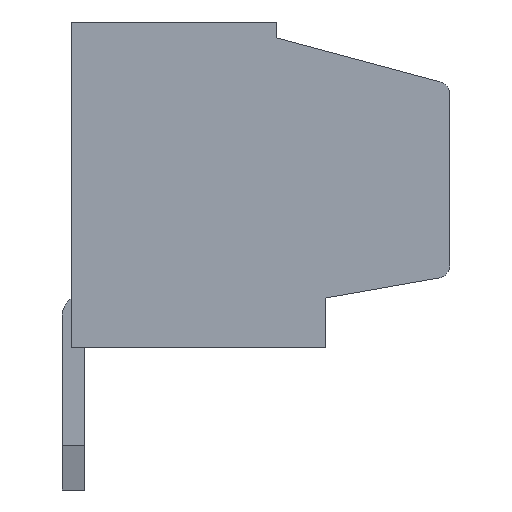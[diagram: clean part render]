
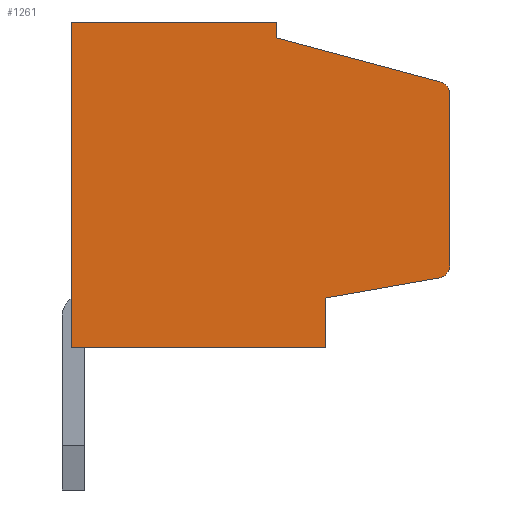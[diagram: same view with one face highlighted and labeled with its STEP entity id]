
A CAD part, left-side view. The second image highlights one B-rep face of the part: STEP entity #1261.
In plain terms, the highlighted planar face has unit normal (-1, 0, 0).
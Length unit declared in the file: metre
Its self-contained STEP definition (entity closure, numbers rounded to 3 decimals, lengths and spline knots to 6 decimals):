
#1261=ADVANCED_FACE('',(#2631),#2632,.F.);
#2631=FACE_OUTER_BOUND('',#4055,.T.);
#2632=PLANE('',#4056);
#4055=EDGE_LOOP('',(#7828,#7829,#7830,#7831,#7832,#7833,#7834,#7835,#7836,#7837));
#4056=AXIS2_PLACEMENT_3D('',#7838,#7839,#7840);
#7828=ORIENTED_EDGE('',*,*,#9609,.T.);
#7829=ORIENTED_EDGE('',*,*,#8478,.F.);
#7830=ORIENTED_EDGE('',*,*,#8482,.F.);
#7831=ORIENTED_EDGE('',*,*,#8489,.F.);
#7832=ORIENTED_EDGE('',*,*,#8173,.F.);
#7833=ORIENTED_EDGE('',*,*,#9611,.F.);
#7834=ORIENTED_EDGE('',*,*,#8578,.F.);
#7835=ORIENTED_EDGE('',*,*,#8538,.F.);
#7836=ORIENTED_EDGE('',*,*,#8534,.T.);
#7837=ORIENTED_EDGE('',*,*,#9481,.F.);
#7838=CARTESIAN_POINT('',(-0.196811,0.006635,0.));
#7839=DIRECTION('',(1.0,0.0,0.0));
#7840=DIRECTION('',(0.0,1.0,-0.0));
#8173=EDGE_CURVE('',#9713,#9715,#9716,.T.);
#8478=EDGE_CURVE('',#10211,#10207,#10213,.T.);
#8482=EDGE_CURVE('',#10217,#10211,#10219,.T.);
#8489=EDGE_CURVE('',#9715,#10217,#10228,.T.);
#8534=EDGE_CURVE('',#10309,#10313,#10315,.T.);
#8538=EDGE_CURVE('',#10309,#10318,#10321,.T.);
#8578=EDGE_CURVE('',#10318,#10324,#10399,.T.);
#9481=EDGE_CURVE('',#11724,#10313,#11726,.T.);
#9609=EDGE_CURVE('',#11724,#10207,#11869,.T.);
#9611=EDGE_CURVE('',#10324,#9713,#11871,.T.);
#9713=VERTEX_POINT('',#11999);
#9715=VERTEX_POINT('',#12002);
#9716=LINE('',#12003,#12004);
#10207=VERTEX_POINT('',#12703);
#10211=VERTEX_POINT('',#12709);
#10213=LINE('',#12712,#12713);
#10217=VERTEX_POINT('',#12718);
#10219=LINE('',#12721,#12722);
#10228=LINE('',#12735,#12736);
#10309=VERTEX_POINT('',#12850);
#10313=VERTEX_POINT('',#12855);
#10315=CIRCLE('',#12858,0.0003);
#10318=VERTEX_POINT('',#12861);
#10321=LINE('',#12866,#12867);
#10324=VERTEX_POINT('',#12870);
#10399=LINE('',#12983,#12984);
#11724=VERTEX_POINT('',#14937);
#11726=LINE('',#14940,#14941);
#11869=CIRCLE('',#15113,0.0003);
#11871=LINE('',#15115,#15116);
#11999=CARTESIAN_POINT('',(-0.196811,0.008939,-0.0073));
#12002=CARTESIAN_POINT('',(-0.196811,0.008939,0.));
#12003=CARTESIAN_POINT('',(-0.196811,0.008939,0.));
#12004=VECTOR('',#15242,1.0);
#12703=CARTESIAN_POINT('',(-0.196811,0.000662,-0.00134));
#12709=CARTESIAN_POINT('',(-0.196811,0.004339,-0.000355));
#12712=CARTESIAN_POINT('',(-0.196811,0.000662,-0.00134));
#12713=VECTOR('',#15528,1.0);
#12718=CARTESIAN_POINT('',(-0.196811,0.004339,0.));
#12721=CARTESIAN_POINT('',(-0.196811,0.004339,-0.000355));
#12722=VECTOR('',#15531,1.0);
#12735=CARTESIAN_POINT('',(-0.196811,0.004339,0.));
#12736=VECTOR('',#15539,1.0);
#12850=CARTESIAN_POINT('',(-0.196811,0.000687,-0.005744));
#12855=CARTESIAN_POINT('',(-0.196811,0.000439,-0.005448));
#12858=AXIS2_PLACEMENT_3D('',#15599,#15600,#15601);
#12861=CARTESIAN_POINT('',(-0.196811,0.003239,-0.006194));
#12866=CARTESIAN_POINT('',(-0.196811,0.003239,-0.006194));
#12867=VECTOR('',#15604,1.0);
#12870=CARTESIAN_POINT('',(-0.196811,0.003239,-0.0073));
#12983=CARTESIAN_POINT('',(-0.196811,0.003239,-0.0073));
#12984=VECTOR('',#15643,1.0);
#14937=CARTESIAN_POINT('',(-0.196811,0.000439,-0.00163));
#14940=CARTESIAN_POINT('',(-0.196811,0.000439,-0.005448));
#14941=VECTOR('',#16460,1.0);
#15113=AXIS2_PLACEMENT_3D('',#16547,#16548,#16549);
#15115=CARTESIAN_POINT('',(-0.196811,0.008939,-0.0073));
#15116=VECTOR('',#16550,1.0);
#15242=DIRECTION('',(0.0,0.,1.0));
#15528=DIRECTION('',(0.0,-0.966,-0.259));
#15531=DIRECTION('',(0.0,0.,-1.0));
#15539=DIRECTION('',(0.0,-1.0,0.));
#15599=CARTESIAN_POINT('',(-0.196811,0.000739,-0.005448));
#15600=DIRECTION('',(-1.0,-0.0,-0.0));
#15601=DIRECTION('',(0.0,0.0,-1.0));
#15604=DIRECTION('',(0.0,0.985,-0.174));
#15643=DIRECTION('',(0.0,0.,-1.0));
#16460=DIRECTION('',(0.0,0.,-1.0));
#16547=CARTESIAN_POINT('',(-0.196811,0.000739,-0.00163));
#16548=DIRECTION('',(-1.0,-0.0,-0.0));
#16549=DIRECTION('',(0.0,0.0,-1.0));
#16550=DIRECTION('',(0.0,1.0,0.));
